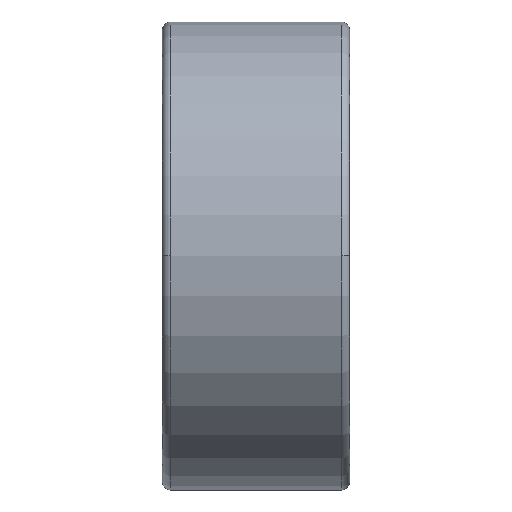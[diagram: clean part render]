
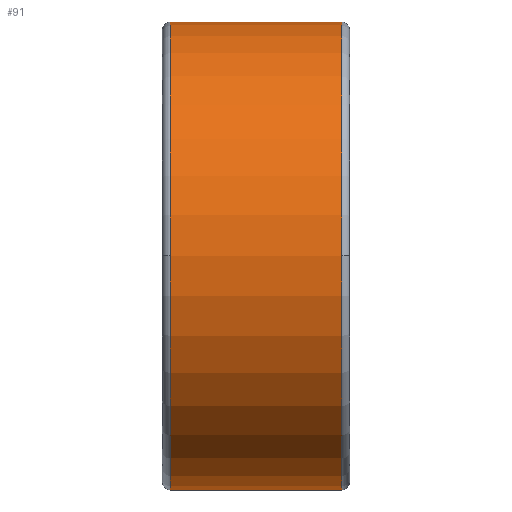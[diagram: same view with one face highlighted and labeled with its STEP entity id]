
A CAD part, top view. The second image highlights one B-rep face of the part: STEP entity #91.
In plain terms, the highlighted cylindrical face has radius 17.5 mm (diameter 35 mm), a partial arc.
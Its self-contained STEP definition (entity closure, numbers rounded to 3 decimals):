
#91=ADVANCED_FACE('',(#277),#278,.T.);
#277=FACE_OUTER_BOUND('',#693,.T.);
#278=CYLINDRICAL_SURFACE('',#694,17.5);
#693=EDGE_LOOP('',(#1140,#1141,#1142,#1143,#1144,#1145));
#694=AXIS2_PLACEMENT_3D('',#1146,#1147,#1148);
#1140=ORIENTED_EDGE('',*,*,#2445,.F.);
#1141=ORIENTED_EDGE('',*,*,#2423,.T.);
#1142=ORIENTED_EDGE('',*,*,#2446,.T.);
#1143=ORIENTED_EDGE('',*,*,#2447,.F.);
#1144=ORIENTED_EDGE('',*,*,#2448,.F.);
#1145=ORIENTED_EDGE('',*,*,#2441,.F.);
#1146=CARTESIAN_POINT('',(7.0,0.0,0.0));
#1147=DIRECTION('',(1.0,0.0,0.0));
#1148=DIRECTION('',(0.0,1.0,0.0));
#2423=EDGE_CURVE('',#2818,#2816,#2819,.T.);
#2441=EDGE_CURVE('',#2852,#2854,#2855,.T.);
#2445=EDGE_CURVE('',#2818,#2852,#2861,.T.);
#2446=EDGE_CURVE('',#2816,#2862,#2863,.T.);
#2447=EDGE_CURVE('',#2864,#2862,#2865,.T.);
#2448=EDGE_CURVE('',#2854,#2864,#2866,.T.);
#2816=VERTEX_POINT('',#3472);
#2818=VERTEX_POINT('',#3474);
#2819=CIRCLE('',#3475,17.5);
#2852=VERTEX_POINT('',#3512);
#2854=VERTEX_POINT('',#3514);
#2855=CIRCLE('',#3515,17.5);
#2861=LINE('',#3521,#3522);
#2862=VERTEX_POINT('',#3523);
#2863=CIRCLE('',#3524,17.5);
#2864=VERTEX_POINT('',#3525);
#2865=LINE('',#3526,#3527);
#2866=CIRCLE('',#3528,17.5);
#3472=CARTESIAN_POINT('',(0.6,0.,17.5));
#3474=CARTESIAN_POINT('',(0.6,17.5,0.0));
#3475=AXIS2_PLACEMENT_3D('',#5543,#5544,#5545);
#3512=CARTESIAN_POINT('',(13.4,17.5,0.0));
#3514=CARTESIAN_POINT('',(13.4,0.,17.5));
#3515=AXIS2_PLACEMENT_3D('',#5589,#5590,#5591);
#3521=CARTESIAN_POINT('',(7.0,17.5,0.));
#3522=VECTOR('',#5601,1.0);
#3523=CARTESIAN_POINT('',(0.6,-17.5,0.));
#3524=AXIS2_PLACEMENT_3D('',#5602,#5603,#5604);
#3525=CARTESIAN_POINT('',(13.4,-17.5,0.));
#3526=CARTESIAN_POINT('',(7.0,-17.5,0.));
#3527=VECTOR('',#5605,1.0);
#3528=AXIS2_PLACEMENT_3D('',#5606,#5607,#5608);
#5543=CARTESIAN_POINT('',(0.6,0.0,0.0));
#5544=DIRECTION('',(1.0,0.0,0.0));
#5545=DIRECTION('',(0.0,1.0,0.0));
#5589=CARTESIAN_POINT('',(13.4,0.0,0.0));
#5590=DIRECTION('',(1.0,0.0,0.0));
#5591=DIRECTION('',(0.0,1.0,0.0));
#5601=DIRECTION('',(1.0,0.0,0.0));
#5602=CARTESIAN_POINT('',(0.6,0.0,0.0));
#5603=DIRECTION('',(1.0,0.0,0.0));
#5604=DIRECTION('',(0.0,1.0,0.0));
#5605=DIRECTION('',(-1.0,-0.0,-0.0));
#5606=CARTESIAN_POINT('',(13.4,0.0,0.0));
#5607=DIRECTION('',(1.0,0.0,0.0));
#5608=DIRECTION('',(0.0,1.0,0.0));
